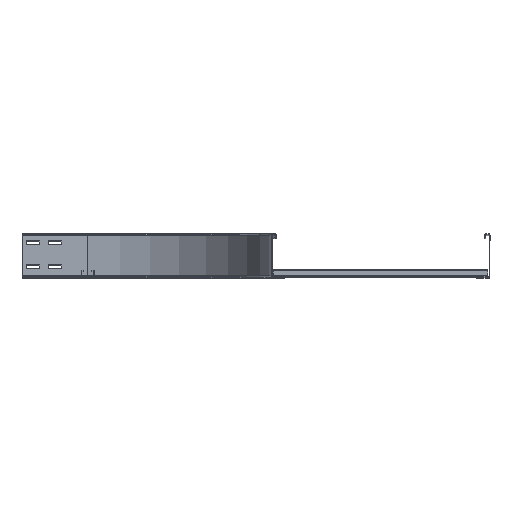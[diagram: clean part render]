
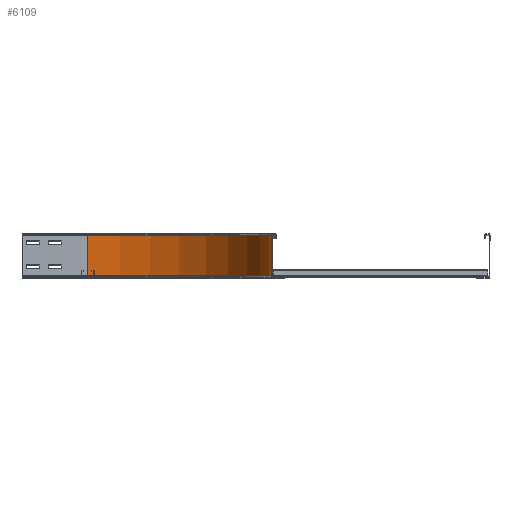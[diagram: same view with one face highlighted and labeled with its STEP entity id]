
A CAD part, top view. The second image highlights one B-rep face of the part: STEP entity #6109.
In plain terms, the highlighted cylindrical face has radius 420 mm (diameter 840 mm), a partial arc.
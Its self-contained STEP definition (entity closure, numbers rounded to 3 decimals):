
#192=CIRCLE('',#6584,420.);
#194=CIRCLE('',#6587,420.);
#292=CYLINDRICAL_SURFACE('',#6586,420.);
#390=FACE_OUTER_BOUND('',#750,.T.);
#750=EDGE_LOOP('',(#4280,#4281,#4282,#4283));
#1225=LINE('',#8914,#1979);
#1256=LINE('',#8999,#2010);
#1979=VECTOR('',#7182,10.);
#2010=VECTOR('',#7269,10.);
#2702=VERTEX_POINT('',#8907);
#2704=VERTEX_POINT('',#8913);
#2729=VERTEX_POINT('',#8993);
#2730=VERTEX_POINT('',#8997);
#3267=EDGE_CURVE('',#2702,#2704,#1225,.T.);
#3307=EDGE_CURVE('',#2729,#2702,#192,.T.);
#3309=EDGE_CURVE('',#2730,#2704,#194,.T.);
#3310=EDGE_CURVE('',#2729,#2730,#1256,.T.);
#4280=ORIENTED_EDGE('',*,*,#3267,.T.);
#4281=ORIENTED_EDGE('',*,*,#3309,.F.);
#4282=ORIENTED_EDGE('',*,*,#3310,.F.);
#4283=ORIENTED_EDGE('',*,*,#3307,.T.);
#6109=ADVANCED_FACE('',(#390),#292,.F.);
#6584=AXIS2_PLACEMENT_3D('',#8994,#7261,#7262);
#6586=AXIS2_PLACEMENT_3D('',#8996,#7265,#7266);
#6587=AXIS2_PLACEMENT_3D('',#8998,#7267,#7268);
#7182=DIRECTION('',(0.,1.,0.));
#7261=DIRECTION('center_axis',(0.,-1.,0.));
#7262=DIRECTION('ref_axis',(-1.,0.,0.));
#7265=DIRECTION('center_axis',(0.,-1.,0.));
#7266=DIRECTION('ref_axis',(-1.,0.,0.));
#7267=DIRECTION('center_axis',(0.,-1.,0.));
#7268=DIRECTION('ref_axis',(-1.,0.,0.));
#7269=DIRECTION('',(0.,1.,0.));
#8907=CARTESIAN_POINT('',(451.,4.,-420.));
#8913=CARTESIAN_POINT('',(451.,96.,-420.));
#8914=CARTESIAN_POINT('',(451.,96.,-420.));
#8993=CARTESIAN_POINT('',(31.,4.,0.));
#8994=CARTESIAN_POINT('Origin',(451.,4.,0.));
#8996=CARTESIAN_POINT('Origin',(451.,45.192,0.));
#8997=CARTESIAN_POINT('',(31.,96.,0.));
#8998=CARTESIAN_POINT('Origin',(451.,96.,0.));
#8999=CARTESIAN_POINT('',(31.,-27.524,0.));
